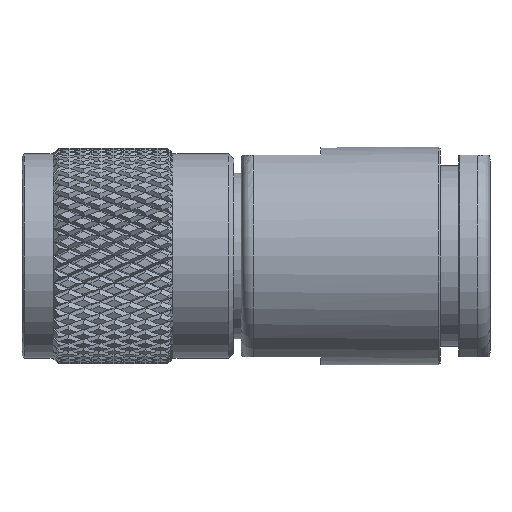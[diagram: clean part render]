
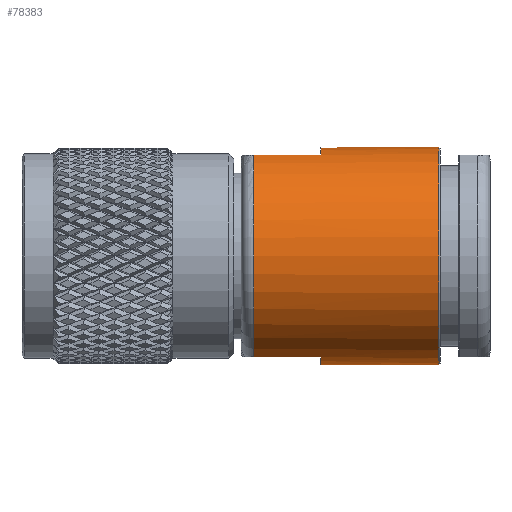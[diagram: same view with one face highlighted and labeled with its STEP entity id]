
A CAD part, front view. The second image highlights one B-rep face of the part: STEP entity #78383.
In plain terms, the highlighted cylindrical face has radius 11.113 mm (diameter 22.225 mm), a full revolution.
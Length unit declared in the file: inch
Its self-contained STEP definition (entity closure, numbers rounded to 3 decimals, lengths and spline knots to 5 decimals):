
#2233 = CIRCLE ( 'NONE', #41544, 0.4375 ) ;
#2477 = VECTOR ( 'NONE', #52554, 39.37008 ) ;
#4771 = VECTOR ( 'NONE', #40818, 39.37008 ) ;
#7298 = DIRECTION ( 'NONE',  ( -1., 0., 0. ) ) ;
#7845 = DIRECTION ( 'NONE',  ( 0., 0., -1. ) ) ;
#8451 = VERTEX_POINT ( 'NONE', #89277 ) ;
#8833 = DIRECTION ( 'NONE',  ( 1., 0., 0. ) ) ;
#9246 = ORIENTED_EDGE ( 'NONE', *, *, #88445, .T. ) ;
#12105 = DIRECTION ( 'NONE',  ( 0., 0., 1. ) ) ;
#14642 = LINE ( 'NONE', #65371, #4771 ) ;
#14661 = CARTESIAN_POINT ( 'NONE',  ( 0.93181, 0.163, 0.406 ) ) ;
#15313 = CIRCLE ( 'NONE', #41364, 0.4375 ) ;
#15630 = EDGE_CURVE ( 'NONE', #94026, #26083, #15313, .T. ) ;
#16917 = CARTESIAN_POINT ( 'NONE',  ( 1.20181, -0.163, -0.406 ) ) ;
#20968 = LINE ( 'NONE', #91923, #2477 ) ;
#24096 = CARTESIAN_POINT ( 'NONE',  ( 0.93181, 0., 0. ) ) ;
#26083 = VERTEX_POINT ( 'NONE', #49369 ) ;
#29274 = VERTEX_POINT ( 'NONE', #45087 ) ;
#29415 = CARTESIAN_POINT ( 'NONE',  ( 1.6766, 0., 0. ) ) ;
#29483 = AXIS2_PLACEMENT_3D ( 'NONE', #34988, #59202, #12105 ) ;
#29578 = CIRCLE ( 'NONE', #102150, 0.4375 ) ;
#33114 = EDGE_CURVE ( 'NONE', #99668, #72734, #73950, .T. ) ;
#33835 = ORIENTED_EDGE ( 'NONE', *, *, #33114, .T. ) ;
#34988 = CARTESIAN_POINT ( 'NONE',  ( 1.20181, 0., 0. ) ) ;
#36287 = VERTEX_POINT ( 'NONE', #78472 ) ;
#37507 = EDGE_CURVE ( 'NONE', #36287, #67886, #92776, .T. ) ;
#38729 = ORIENTED_EDGE ( 'NONE', *, *, #77640, .T. ) ;
#40818 = DIRECTION ( 'NONE',  ( 1., 0., 0. ) ) ;
#41364 = AXIS2_PLACEMENT_3D ( 'NONE', #41894, #73053, #97786 ) ;
#41544 = AXIS2_PLACEMENT_3D ( 'NONE', #29415, #45972, #45627 ) ;
#41894 = CARTESIAN_POINT ( 'NONE',  ( 1.20181, 0., 0. ) ) ;
#45018 = EDGE_LOOP ( 'NONE', ( #61297 ) ) ;
#45087 = CARTESIAN_POINT ( 'NONE',  ( 0.93181, -0.163, -0.406 ) ) ;
#45574 = ORIENTED_EDGE ( 'NONE', *, *, #15630, .T. ) ;
#45627 = DIRECTION ( 'NONE',  ( 0., 0., -1. ) ) ;
#45731 = VERTEX_POINT ( 'NONE', #57866 ) ;
#45972 = DIRECTION ( 'NONE',  ( -1., 0., 0. ) ) ;
#48307 = ORIENTED_EDGE ( 'NONE', *, *, #76565, .T. ) ;
#49369 = CARTESIAN_POINT ( 'NONE',  ( 1.20181, 0.163, -0.406 ) ) ;
#49530 = CARTESIAN_POINT ( 'NONE',  ( 1.20181, -0.163, 0.406 ) ) ;
#50138 = ORIENTED_EDGE ( 'NONE', *, *, #94638, .T. ) ;
#52554 = DIRECTION ( 'NONE',  ( 1., 0., 0. ) ) ;
#55049 = ORIENTED_EDGE ( 'NONE', *, *, #37507, .T. ) ;
#57199 = EDGE_CURVE ( 'NONE', #29274, #94026, #20968, .T. ) ;
#57866 = CARTESIAN_POINT ( 'NONE',  ( 1.6766, 0., -0.4375 ) ) ;
#59202 = DIRECTION ( 'NONE',  ( 1., 0., 0. ) ) ;
#61297 = ORIENTED_EDGE ( 'NONE', *, *, #77491, .T. ) ;
#61400 = CARTESIAN_POINT ( 'NONE',  ( 1.88237, 0., 0. ) ) ;
#65371 = CARTESIAN_POINT ( 'NONE',  ( 1.88237, 0.163, 0.406 ) ) ;
#66147 = DIRECTION ( 'NONE',  ( 0., 0., -1. ) ) ;
#66495 = CARTESIAN_POINT ( 'NONE',  ( 0.93181, 0., 0. ) ) ;
#67886 = VERTEX_POINT ( 'NONE', #14661 ) ;
#68362 = DIRECTION ( 'NONE',  ( 0., 0., -1. ) ) ;
#71453 = CYLINDRICAL_SURFACE ( 'NONE', #83290, 0.4375 ) ;
#72734 = VERTEX_POINT ( 'NONE', #80586 ) ;
#73053 = DIRECTION ( 'NONE',  ( 1., 0., 0. ) ) ;
#73950 = LINE ( 'NONE', #88262, #87468 ) ;
#76565 = EDGE_CURVE ( 'NONE', #67886, #8451, #14642, .T. ) ;
#77491 = EDGE_CURVE ( 'NONE', #45731, #45731, #2233, .T. ) ;
#77640 = EDGE_CURVE ( 'NONE', #26083, #36287, #98588, .T. ) ;
#78383 = ADVANCED_FACE ( 'NONE', ( #87451, #84979 ), #71453, .T. ) ;
#78472 = CARTESIAN_POINT ( 'NONE',  ( 0.93181, 0.163, -0.406 ) ) ;
#79141 = CARTESIAN_POINT ( 'NONE',  ( 1.88237, 0.163, -0.406 ) ) ;
#80586 = CARTESIAN_POINT ( 'NONE',  ( 0.93181, -0.163, 0.406 ) ) ;
#83290 = AXIS2_PLACEMENT_3D ( 'NONE', #61400, #99313, #68362 ) ;
#84979 = FACE_OUTER_BOUND ( 'NONE', #98814, .T. ) ;
#87451 = FACE_OUTER_BOUND ( 'NONE', #45018, .T. ) ;
#87468 = VECTOR ( 'NONE', #96161, 39.37008 ) ;
#88262 = CARTESIAN_POINT ( 'NONE',  ( 1.88237, -0.163, 0.406 ) ) ;
#88445 = EDGE_CURVE ( 'NONE', #72734, #29274, #29578, .T. ) ;
#89277 = CARTESIAN_POINT ( 'NONE',  ( 1.20181, 0.163, 0.406 ) ) ;
#90543 = ORIENTED_EDGE ( 'NONE', *, *, #57199, .T. ) ;
#90589 = DIRECTION ( 'NONE',  ( 1., 0., 0. ) ) ;
#91923 = CARTESIAN_POINT ( 'NONE',  ( 1.88237, -0.163, -0.406 ) ) ;
#92776 = CIRCLE ( 'NONE', #100547, 0.4375 ) ;
#93661 = VECTOR ( 'NONE', #7298, 39.37008 ) ;
#94026 = VERTEX_POINT ( 'NONE', #16917 ) ;
#94638 = EDGE_CURVE ( 'NONE', #8451, #99668, #97101, .T. ) ;
#96161 = DIRECTION ( 'NONE',  ( -1., 0., 0. ) ) ;
#97101 = CIRCLE ( 'NONE', #29483, 0.4375 ) ;
#97786 = DIRECTION ( 'NONE',  ( 0., 0., 1. ) ) ;
#98588 = LINE ( 'NONE', #79141, #93661 ) ;
#98814 = EDGE_LOOP ( 'NONE', ( #50138, #33835, #9246, #90543, #45574, #38729, #55049, #48307 ) ) ;
#99313 = DIRECTION ( 'NONE',  ( 1., 0., 0. ) ) ;
#99668 = VERTEX_POINT ( 'NONE', #49530 ) ;
#100547 = AXIS2_PLACEMENT_3D ( 'NONE', #24096, #8833, #7845 ) ;
#102150 = AXIS2_PLACEMENT_3D ( 'NONE', #66495, #90589, #66147 ) ;
